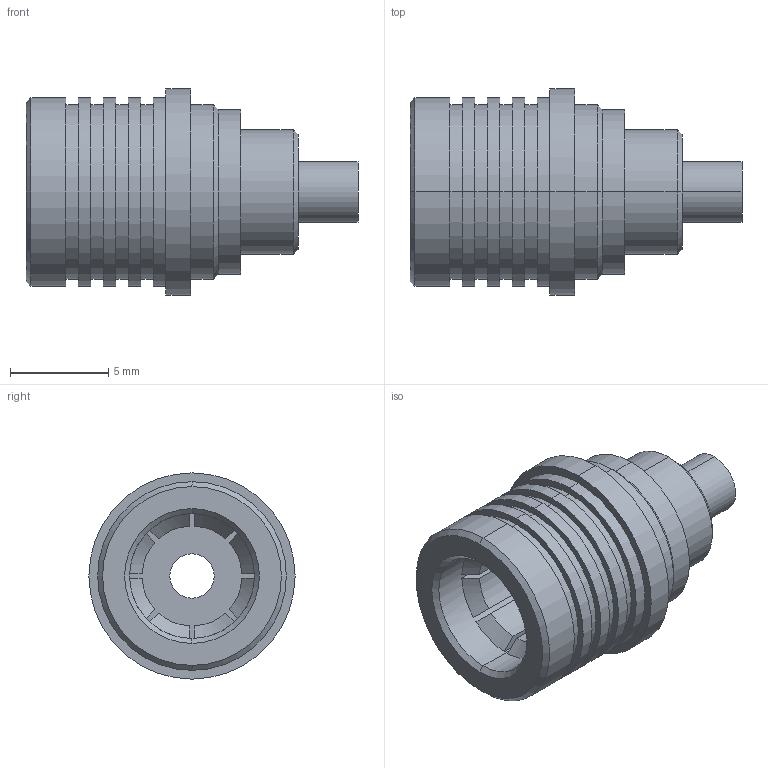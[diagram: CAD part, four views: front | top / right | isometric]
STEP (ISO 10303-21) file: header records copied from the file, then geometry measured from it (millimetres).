
FILE_DESCRIPTION (( 'STEP AP214' ), '1' );
FILE_NAME ('PE44495_3D.STEP', '2022-03-24T19:25:20', ( '' ), ( '' ), 'SwSTEP 2.0', 'SolidWorks 2021', '' );
FILE_SCHEMA (( 'AUTOMOTIVE_DESIGN' ));
Length unit declared in the file: inch
Products named in the file (1): PE44495_3D
Bounding box: 16.89 x 10.49 x 10.49 mm (x, y, z)
Volume: 636.9 mm3; surface area: 884.6 mm2
Topology: 1 solids, 1 shells, 89 faces, 210 edges, 136 vertices
Faces by surface type: cylinder 40, plane 31, cone 18
Entity records: 2664 total; most frequent: CARTESIAN_POINT 496, DIRECTION 478, ORIENTED_EDGE 420, EDGE_CURVE 210, AXIS2_PLACEMENT_3D 194, VERTEX_POINT 136, EDGE_LOOP 104, CIRCLE 104
